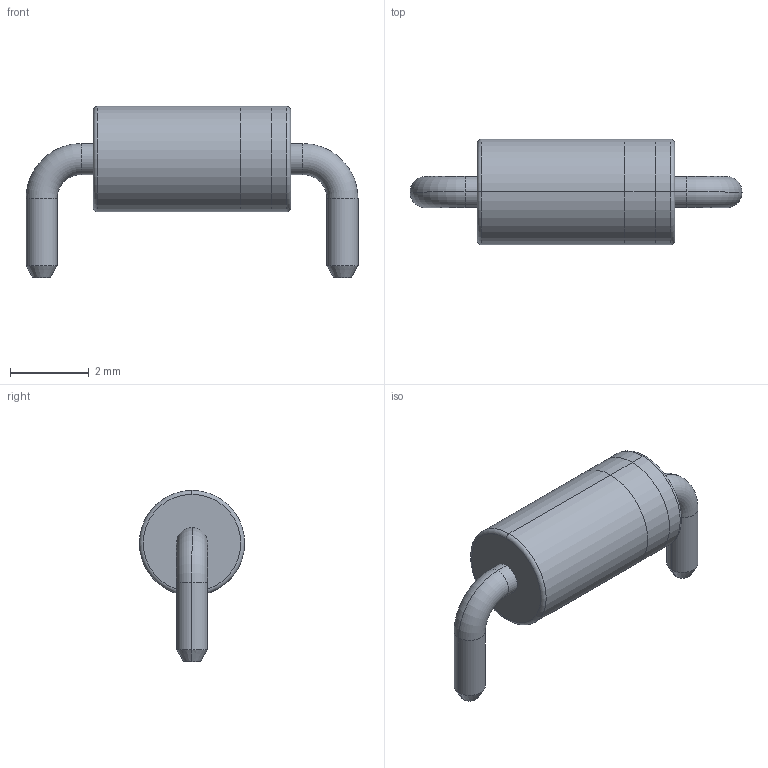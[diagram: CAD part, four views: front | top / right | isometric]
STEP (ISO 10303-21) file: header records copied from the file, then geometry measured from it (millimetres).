
FILE_DESCRIPTION (( 'STEP AP214' ), '1' );
FILE_NAME ('F8D2414B-ECDA-428A-B467-6B0A7C20A889.STEP', '2009-04-20T11:20:32', ( 'sysAdmin' ), ( 'SolidWorks' ), 'SwSTEP 2.0', 'SolidWorks 2009', '' );
FILE_SCHEMA (( 'AUTOMOTIVE_DESIGN' ));
Length unit declared in the file: millimetre
Products named in the file (1): F8D2414B-ECDA-428A-B467-6B0A7C20A889
Bounding box: 8.41 x 2.67 x 4.33 mm (x, y, z)
Volume: 31.6 mm3; surface area: 70.7 mm2
Topology: 1 solids, 1 shells, 30 faces, 58 edges, 32 vertices
Faces by surface type: cylinder 14, torus 8, cone 4, plane 4
Entity records: 1115 total; most frequent: DIRECTION 160, CARTESIAN_POINT 121, ORIENTED_EDGE 116, AXIS2_PLACEMENT_3D 71, EDGE_CURVE 58, CIRCLE 40, UNCERTAINTY_MEASURE_WITH_UNIT 32, VERTEX_POINT 32
